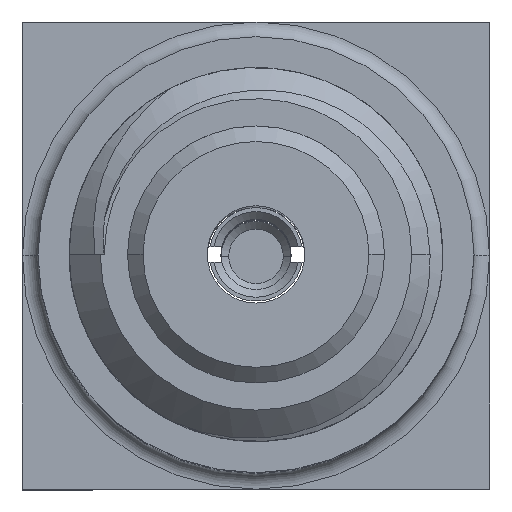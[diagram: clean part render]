
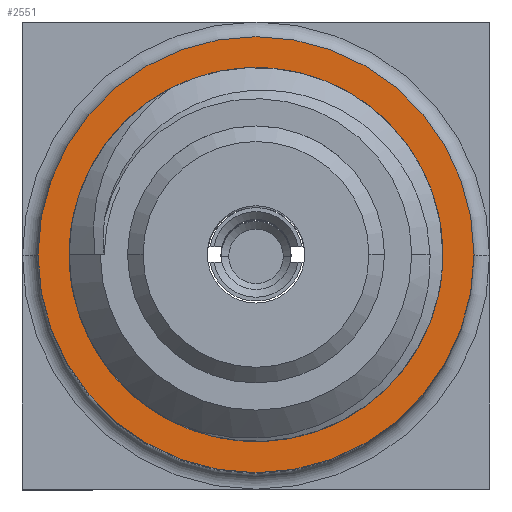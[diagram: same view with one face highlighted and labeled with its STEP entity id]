
A CAD part, top view. The second image highlights one B-rep face of the part: STEP entity #2551.
In plain terms, the highlighted planar face has unit normal (0, 0, 1).
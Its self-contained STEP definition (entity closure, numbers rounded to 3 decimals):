
#38 = CIRCLE ( 'NONE', #964, 1.95 ) ;
#173 = VERTEX_POINT ( 'NONE', #2426 ) ;
#317 = CARTESIAN_POINT ( 'NONE',  ( 0., 0., 12.5 ) ) ;
#349 = EDGE_LOOP ( 'NONE', ( #735, #1306 ) ) ;
#381 = AXIS2_PLACEMENT_3D ( 'NONE', #1789, #2719, #1569 ) ;
#437 = CARTESIAN_POINT ( 'NONE',  ( -1.95, 0., 12.5 ) ) ;
#518 = CARTESIAN_POINT ( 'NONE',  ( 0., 0., 12.5 ) ) ;
#733 = DIRECTION ( 'NONE',  ( 0., 0., -1. ) ) ;
#735 = ORIENTED_EDGE ( 'NONE', *, *, #1019, .T. ) ;
#745 = DIRECTION ( 'NONE',  ( 0., 0., -1. ) ) ;
#879 = CARTESIAN_POINT ( 'NONE',  ( -2.8, 0., 12.5 ) ) ;
#909 = CARTESIAN_POINT ( 'NONE',  ( 0., 0., 12.5 ) ) ;
#940 = DIRECTION ( 'NONE',  ( -1., 0., 0. ) ) ;
#964 = AXIS2_PLACEMENT_3D ( 'NONE', #2825, #745, #2908 ) ;
#1019 = EDGE_CURVE ( 'NONE', #2224, #173, #1152, .T. ) ;
#1050 = AXIS2_PLACEMENT_3D ( 'NONE', #518, #1525, #1283 ) ;
#1152 = CIRCLE ( 'NONE', #381, 1.95 ) ;
#1283 = DIRECTION ( 'NONE',  ( -1., 0., 0. ) ) ;
#1305 = VERTEX_POINT ( 'NONE', #879 ) ;
#1306 = ORIENTED_EDGE ( 'NONE', *, *, #1596, .T. ) ;
#1317 = ORIENTED_EDGE ( 'NONE', *, *, #1732, .F. ) ;
#1403 = VERTEX_POINT ( 'NONE', #1909 ) ;
#1435 = EDGE_CURVE ( 'NONE', #1403, #1305, #1542, .T. ) ;
#1525 = DIRECTION ( 'NONE',  ( 0., 0., -1. ) ) ;
#1542 = CIRCLE ( 'NONE', #2943, 2.8 ) ;
#1569 = DIRECTION ( 'NONE',  ( -1., 0., 0. ) ) ;
#1596 = EDGE_CURVE ( 'NONE', #173, #2224, #38, .T. ) ;
#1640 = DIRECTION ( 'NONE',  ( -1., 0., 0. ) ) ;
#1732 = EDGE_CURVE ( 'NONE', #1305, #1403, #2660, .T. ) ;
#1789 = CARTESIAN_POINT ( 'NONE',  ( 0., 0., 12.5 ) ) ;
#1823 = DIRECTION ( 'NONE',  ( 0., 0., -1. ) ) ;
#1853 = FACE_BOUND ( 'NONE', #349, .T. ) ;
#1909 = CARTESIAN_POINT ( 'NONE',  ( 2.8, 0., 12.5 ) ) ;
#2224 = VERTEX_POINT ( 'NONE', #437 ) ;
#2288 = FACE_OUTER_BOUND ( 'NONE', #2399, .T. ) ;
#2312 = AXIS2_PLACEMENT_3D ( 'NONE', #909, #733, #940 ) ;
#2399 = EDGE_LOOP ( 'NONE', ( #2650, #1317 ) ) ;
#2426 = CARTESIAN_POINT ( 'NONE',  ( 1.95, 0., 12.5 ) ) ;
#2551 = ADVANCED_FACE ( 'NONE', ( #2288, #1853 ), #2812, .F. ) ;
#2650 = ORIENTED_EDGE ( 'NONE', *, *, #1435, .F. ) ;
#2660 = CIRCLE ( 'NONE', #1050, 2.8 ) ;
#2719 = DIRECTION ( 'NONE',  ( 0., 0., -1. ) ) ;
#2812 = PLANE ( 'NONE',  #2312 ) ;
#2825 = CARTESIAN_POINT ( 'NONE',  ( 0., 0., 12.5 ) ) ;
#2908 = DIRECTION ( 'NONE',  ( -1., 0., 0. ) ) ;
#2943 = AXIS2_PLACEMENT_3D ( 'NONE', #317, #1823, #1640 ) ;
